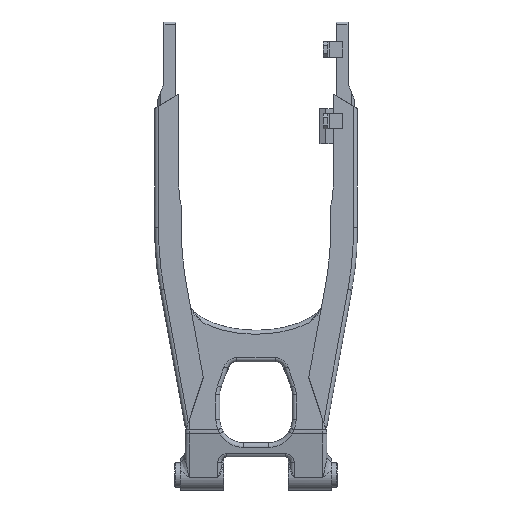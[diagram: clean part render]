
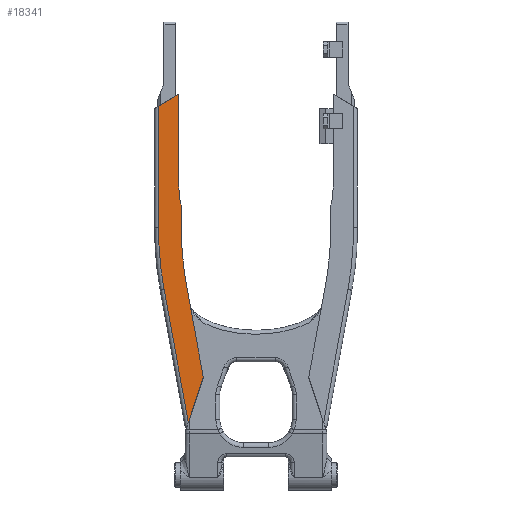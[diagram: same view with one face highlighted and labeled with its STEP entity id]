
A CAD part, front view. The second image highlights one B-rep face of the part: STEP entity #18341.
In plain terms, the highlighted planar face has unit normal (0, -1, 0).
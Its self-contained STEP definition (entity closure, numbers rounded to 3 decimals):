
#149 = LINE ( 'NONE', #19911, #10395 ) ;
#303 = CARTESIAN_POINT ( 'NONE',  ( 2., -32.5, 366.21 ) ) ;
#347 = LINE ( 'NONE', #13669, #26312 ) ;
#1044 = CARTESIAN_POINT ( 'NONE',  ( -98., -32.5, 484.135 ) ) ;
#1086 = VECTOR ( 'NONE', #19518, 1000. ) ;
#1291 = AXIS2_PLACEMENT_3D ( 'NONE', #21449, #9179, #23498 ) ;
#1847 = EDGE_CURVE ( 'NONE', #8883, #9035, #10062, .T. ) ;
#2329 = ORIENTED_EDGE ( 'NONE', *, *, #16450, .T. ) ;
#2370 = DIRECTION ( 'NONE',  ( 0., 0., 1. ) ) ;
#2568 = LINE ( 'NONE', #26385, #23714 ) ;
#2763 = CARTESIAN_POINT ( 'NONE',  ( 316.543, -32.5, 315. ) ) ;
#3212 = CARTESIAN_POINT ( 'NONE',  ( -116.84, -32.5, 235.898 ) ) ;
#3379 = CIRCLE ( 'NONE', #1291, 440.543 ) ;
#4318 = DIRECTION ( 'NONE',  ( 0., 0., 1. ) ) ;
#4577 = CARTESIAN_POINT ( 'NONE',  ( -67., -32.5, 124.344 ) ) ;
#4620 = VECTOR ( 'NONE', #8806, 1000. ) ;
#4818 = DIRECTION ( 'NONE',  ( 0., 0., 1. ) ) ;
#5600 = DIRECTION ( 'NONE',  ( 0.18, 0., -0.984 ) ) ;
#6131 = EDGE_CURVE ( 'NONE', #13624, #12763, #12448, .T. ) ;
#6228 = EDGE_LOOP ( 'NONE', ( #9991, #10215, #12150, #12689, #2329, #8086, #14789, #18440, #11409, #23917 ) ) ;
#6260 = VERTEX_POINT ( 'NONE', #10064 ) ;
#7000 = VECTOR ( 'NONE', #13674, 1000. ) ;
#7651 = VECTOR ( 'NONE', #24767, 1000. ) ;
#8086 = ORIENTED_EDGE ( 'NONE', *, *, #6131, .F. ) ;
#8806 = DIRECTION ( 'NONE',  ( 0., 0., 1. ) ) ;
#8883 = VERTEX_POINT ( 'NONE', #19244 ) ;
#9035 = VERTEX_POINT ( 'NONE', #19683 ) ;
#9179 = DIRECTION ( 'NONE',  ( 0., -1., 0. ) ) ;
#9380 = FACE_OUTER_BOUND ( 'NONE', #6228, .T. ) ;
#9991 = ORIENTED_EDGE ( 'NONE', *, *, #14012, .F. ) ;
#10062 = LINE ( 'NONE', #14881, #4620 ) ;
#10064 = CARTESIAN_POINT ( 'NONE',  ( -88.311, -32.5, 241.105 ) ) ;
#10215 = ORIENTED_EDGE ( 'NONE', *, *, #20366, .T. ) ;
#10395 = VECTOR ( 'NONE', #5600, 1000. ) ;
#10446 = CARTESIAN_POINT ( 'NONE',  ( -98., -32.5, 485.9 ) ) ;
#11350 = VERTEX_POINT ( 'NONE', #3212 ) ;
#11409 = ORIENTED_EDGE ( 'NONE', *, *, #1847, .T. ) ;
#11518 = CIRCLE ( 'NONE', #24186, 100. ) ;
#12150 = ORIENTED_EDGE ( 'NONE', *, *, #19543, .F. ) ;
#12448 = LINE ( 'NONE', #25913, #7000 ) ;
#12689 = ORIENTED_EDGE ( 'NONE', *, *, #16307, .T. ) ;
#12763 = VERTEX_POINT ( 'NONE', #23888 ) ;
#13624 = VERTEX_POINT ( 'NONE', #4577 ) ;
#13669 = CARTESIAN_POINT ( 'NONE',  ( -124., -32.5, 315. ) ) ;
#13674 = DIRECTION ( 'NONE',  ( -0.314, 0., -0.949 ) ) ;
#14012 = EDGE_CURVE ( 'NONE', #14209, #14594, #17212, .T. ) ;
#14130 = DIRECTION ( 'NONE',  ( -0.862, 0., -0.507 ) ) ;
#14209 = VERTEX_POINT ( 'NONE', #1044 ) ;
#14430 = PLANE ( 'NONE',  #22773 ) ;
#14514 = CARTESIAN_POINT ( 'NONE',  ( -124., -32.5, 315. ) ) ;
#14594 = VERTEX_POINT ( 'NONE', #25802 ) ;
#14629 = DIRECTION ( 'NONE',  ( 0., -1., 0. ) ) ;
#14789 = ORIENTED_EDGE ( 'NONE', *, *, #17259, .F. ) ;
#14881 = CARTESIAN_POINT ( 'NONE',  ( -95., -32.5, 315. ) ) ;
#15573 = CIRCLE ( 'NONE', #19312, 411.543 ) ;
#15594 = EDGE_CURVE ( 'NONE', #8883, #6260, #15573, .T. ) ;
#15825 = CARTESIAN_POINT ( 'NONE',  ( -124., -32.5, 468.841 ) ) ;
#16307 = EDGE_CURVE ( 'NONE', #18017, #11350, #3379, .T. ) ;
#16450 = EDGE_CURVE ( 'NONE', #11350, #12763, #149, .T. ) ;
#16558 = DIRECTION ( 'NONE',  ( 0., 1., 0. ) ) ;
#16753 = LINE ( 'NONE', #21566, #1086 ) ;
#17041 = DIRECTION ( 'NONE',  ( 0., -1., 0. ) ) ;
#17212 = LINE ( 'NONE', #10446, #7651 ) ;
#17259 = EDGE_CURVE ( 'NONE', #6260, #13624, #16753, .T. ) ;
#17684 = VERTEX_POINT ( 'NONE', #15825 ) ;
#18017 = VERTEX_POINT ( 'NONE', #23154 ) ;
#18341 = ADVANCED_FACE ( 'NONE', ( #9380 ), #14430, .F. ) ;
#18440 = ORIENTED_EDGE ( 'NONE', *, *, #15594, .F. ) ;
#19244 = CARTESIAN_POINT ( 'NONE',  ( -95., -32.5, 315. ) ) ;
#19312 = AXIS2_PLACEMENT_3D ( 'NONE', #2763, #17041, #4818 ) ;
#19518 = DIRECTION ( 'NONE',  ( 0.18, 0., -0.984 ) ) ;
#19543 = EDGE_CURVE ( 'NONE', #18017, #17684, #347, .T. ) ;
#19683 = CARTESIAN_POINT ( 'NONE',  ( -95., -32.5, 341.9 ) ) ;
#19911 = CARTESIAN_POINT ( 'NONE',  ( -116.84, -32.5, 235.898 ) ) ;
#20366 = EDGE_CURVE ( 'NONE', #14209, #17684, #2568, .T. ) ;
#20485 = EDGE_CURVE ( 'NONE', #14594, #9035, #11518, .T. ) ;
#21449 = CARTESIAN_POINT ( 'NONE',  ( 316.543, -32.5, 315. ) ) ;
#21566 = CARTESIAN_POINT ( 'NONE',  ( -88.311, -32.5, 241.105 ) ) ;
#22773 = AXIS2_PLACEMENT_3D ( 'NONE', #14514, #16558, #4318 ) ;
#23154 = CARTESIAN_POINT ( 'NONE',  ( -124., -32.5, 315. ) ) ;
#23498 = DIRECTION ( 'NONE',  ( 0., 0., 1. ) ) ;
#23714 = VECTOR ( 'NONE', #14130, 1000. ) ;
#23867 = DIRECTION ( 'NONE',  ( 0., 0., 1. ) ) ;
#23888 = CARTESIAN_POINT ( 'NONE',  ( -86.002, -32.5, 66.94 ) ) ;
#23917 = ORIENTED_EDGE ( 'NONE', *, *, #20485, .F. ) ;
#24186 = AXIS2_PLACEMENT_3D ( 'NONE', #303, #14629, #2370 ) ;
#24767 = DIRECTION ( 'NONE',  ( 0., 0., -1. ) ) ;
#25802 = CARTESIAN_POINT ( 'NONE',  ( -98., -32.5, 366.21 ) ) ;
#25913 = CARTESIAN_POINT ( 'NONE',  ( -87.837, -32.5, 61.395 ) ) ;
#26312 = VECTOR ( 'NONE', #23867, 1000. ) ;
#26385 = CARTESIAN_POINT ( 'NONE',  ( -95., -32.5, 485.9 ) ) ;
